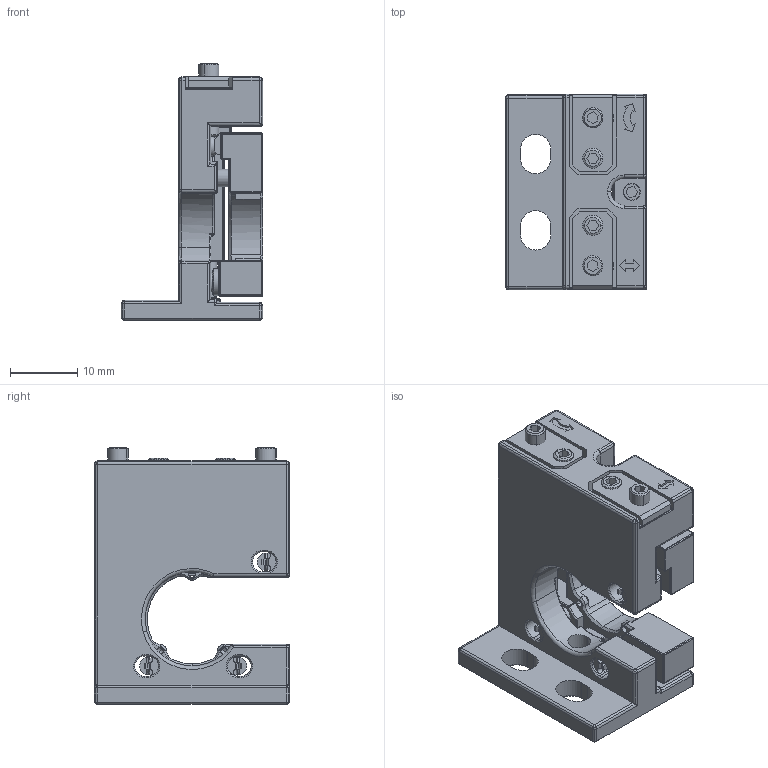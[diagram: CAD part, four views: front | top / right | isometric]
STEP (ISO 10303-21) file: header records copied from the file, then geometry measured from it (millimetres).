
FILE_DESCRIPTION (( 'STEP AP214' ), '1' );
FILE_NAME ('MHV-12.7L-F_STP.STEP', '2024-12-21T01:19:40', ( '' ), ( '' ), 'SwSTEP 2.0', 'SolidWorks 2022', '' );
FILE_SCHEMA (( 'AUTOMOTIVE_DESIGN' ));
Length unit declared in the file: inch
Products named in the file (7): MHV-12.7L-F_STP.stp; φ3.stp; MHV12.7L-M03-22005　A.stp; MHV12.7L-M02-22001-S02.stp; MHV12.7L-M02-22001-S03.stp; MHV12.7L-M02-22001-S01.stp; MHV-12.7L-F_STP
Assembly tree (7 placements, depth 3):
  MHV-12.7L-F_STP
    MHV-12.7L-F_STP.stp
      MHV12.7L-M02-22001-S01.stp
      MHV12.7L-M02-22001-S02.stp
      MHV12.7L-M02-22001-S03.stp
      MHV12.7L-M03-22005　A.stp
      φ3.stp  x2
Bounding box: 21 x 29 x 38.2 mm (x, y, z)
Volume: 8594.3 mm3; surface area: 8125.7 mm2
Topology: 11 solids, 14 shells, 1126 faces, 2815 edges, 1729 vertices
Faces by surface type: plane 431, cylinder 409, cone 108, sphere 85, torus 54, bspline 39
Entity records: 35299 total; most frequent: CARTESIAN_POINT 8316, DIRECTION 5633, ORIENTED_EDGE 5558, EDGE_CURVE 2779, AXIS2_PLACEMENT_3D 2058, VERTEX_POINT 1718, LINE 1517, VECTOR 1517
